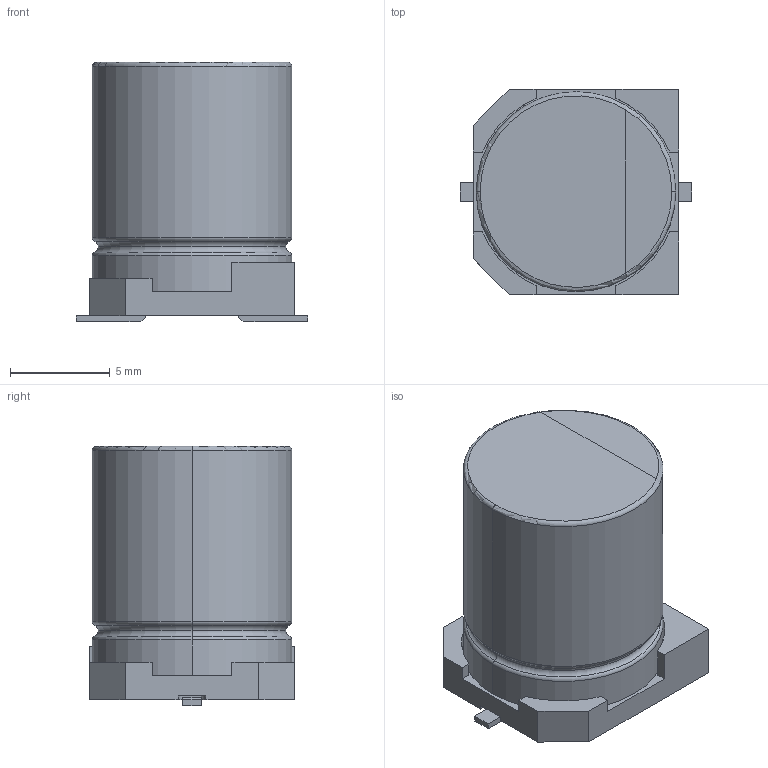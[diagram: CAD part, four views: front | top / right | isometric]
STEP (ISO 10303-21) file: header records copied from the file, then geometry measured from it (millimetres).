
FILE_DESCRIPTION (( 'STEP AP214' ), '1' );
FILE_NAME ('CAP-SMD_BD10.0-L10.3-W10.3-LS11.7-FD.step', '2022-07-01T06:21:28', ( '' ), ( '' ), 'SwSTEP 2.0', 'SolidWorks 2020', '' );
FILE_SCHEMA (( 'AUTOMOTIVE_DESIGN' ));
Length unit declared in the file: millimetre
Products named in the file (1): CAP-SMD_BD10.0-L10.3-W10.3-LS11.7-FD
Bounding box: 11.6 x 10.3 x 13 mm (x, y, z)
Volume: 1043 mm3; surface area: 684.8 mm2
Topology: 1 solids, 1 shells, 291 faces, 789 edges, 522 vertices
Faces by surface type: plane 168, bspline 98, cylinder 15, torus 10
Entity records: 12844 total; most frequent: CARTESIAN_POINT 2909, ORIENTED_EDGE 1578, DIRECTION 1027, EDGE_CURVE 789, VECTOR 539, LINE 539, VERTEX_POINT 522, EDGE_LOOP 313
